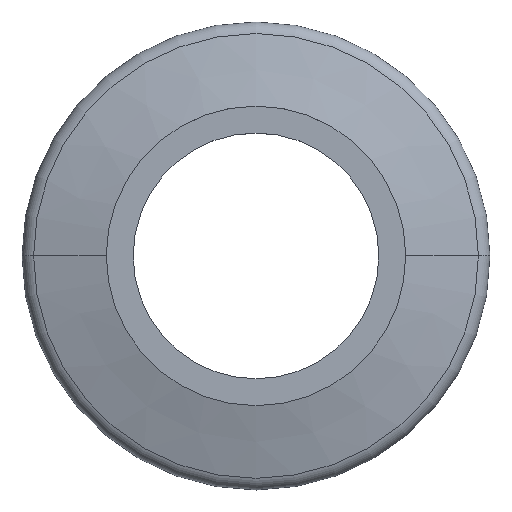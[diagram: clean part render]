
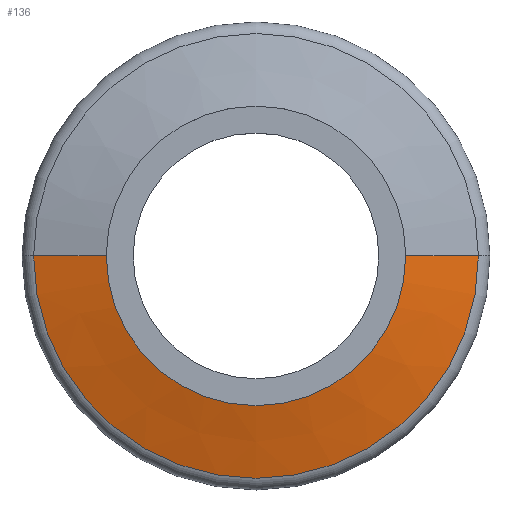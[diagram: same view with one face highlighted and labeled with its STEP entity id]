
A CAD part, top view. The second image highlights one B-rep face of the part: STEP entity #136.
In plain terms, the highlighted conical face has half-angle 75 degrees and reference radius 14.259 mm.
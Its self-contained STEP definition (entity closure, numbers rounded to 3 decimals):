
#4 = AXIS2_PLACEMENT_3D ( 'NONE', #311, #149, #438 ) ;
#11 = ORIENTED_EDGE ( 'NONE', *, *, #360, .T. ) ;
#37 = EDGE_LOOP ( 'NONE', ( #320, #264, #11, #482 ) ) ;
#84 = CARTESIAN_POINT ( 'NONE',  ( 0., 0., -1.251 ) ) ;
#105 = AXIS2_PLACEMENT_3D ( 'NONE', #84, #404, #128 ) ;
#116 = VERTEX_POINT ( 'NONE', #400 ) ;
#128 = DIRECTION ( 'NONE',  ( -1., 0., 0. ) ) ;
#136 = ADVANCED_FACE ( 'NONE', ( #262 ), #247, .T. ) ;
#149 = DIRECTION ( 'NONE',  ( 0., 0., -1. ) ) ;
#158 = LINE ( 'NONE', #334, #447 ) ;
#161 = DIRECTION ( 'NONE',  ( 0., 0., -1. ) ) ;
#172 = VERTEX_POINT ( 'NONE', #460 ) ;
#199 = DIRECTION ( 'NONE',  ( 0.966, 0., -0.259 ) ) ;
#210 = DIRECTION ( 'NONE',  ( -0.966, 0., -0.259 ) ) ;
#215 = LINE ( 'NONE', #427, #408 ) ;
#218 = EDGE_CURVE ( 'NONE', #172, #333, #233, .T. ) ;
#233 = CIRCLE ( 'NONE', #4, 14.259 ) ;
#247 = CONICAL_SURFACE ( 'NONE', #105, 14.259, 1.309 ) ;
#262 = FACE_OUTER_BOUND ( 'NONE', #37, .T. ) ;
#264 = ORIENTED_EDGE ( 'NONE', *, *, #275, .T. ) ;
#269 = EDGE_CURVE ( 'NONE', #274, #172, #215, .T. ) ;
#274 = VERTEX_POINT ( 'NONE', #283 ) ;
#275 = EDGE_CURVE ( 'NONE', #274, #116, #415, .T. ) ;
#276 = AXIS2_PLACEMENT_3D ( 'NONE', #396, #161, #429 ) ;
#283 = CARTESIAN_POINT ( 'NONE',  ( 9.6, 0., -0.003 ) ) ;
#311 = CARTESIAN_POINT ( 'NONE',  ( 0., 0., -1.251 ) ) ;
#320 = ORIENTED_EDGE ( 'NONE', *, *, #269, .F. ) ;
#333 = VERTEX_POINT ( 'NONE', #462 ) ;
#334 = CARTESIAN_POINT ( 'NONE',  ( -14.259, 0., -1.251 ) ) ;
#360 = EDGE_CURVE ( 'NONE', #116, #333, #158, .T. ) ;
#396 = CARTESIAN_POINT ( 'NONE',  ( 0., 0., -0.003 ) ) ;
#400 = CARTESIAN_POINT ( 'NONE',  ( -9.6, 0., -0.003 ) ) ;
#404 = DIRECTION ( 'NONE',  ( 0., 0., -1. ) ) ;
#408 = VECTOR ( 'NONE', #199, 1000. ) ;
#415 = CIRCLE ( 'NONE', #276, 9.6 ) ;
#427 = CARTESIAN_POINT ( 'NONE',  ( 14.259, 0., -1.251 ) ) ;
#429 = DIRECTION ( 'NONE',  ( -1., 0., 0. ) ) ;
#438 = DIRECTION ( 'NONE',  ( -1., 0., 0. ) ) ;
#447 = VECTOR ( 'NONE', #210, 1000. ) ;
#460 = CARTESIAN_POINT ( 'NONE',  ( 14.259, 0., -1.251 ) ) ;
#462 = CARTESIAN_POINT ( 'NONE',  ( -14.259, 0., -1.251 ) ) ;
#482 = ORIENTED_EDGE ( 'NONE', *, *, #218, .F. ) ;
